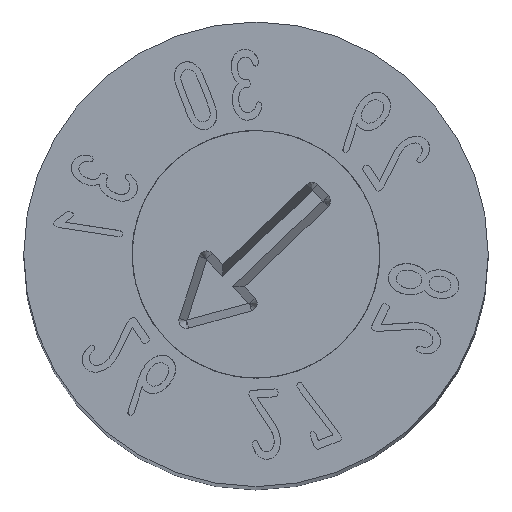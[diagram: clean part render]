
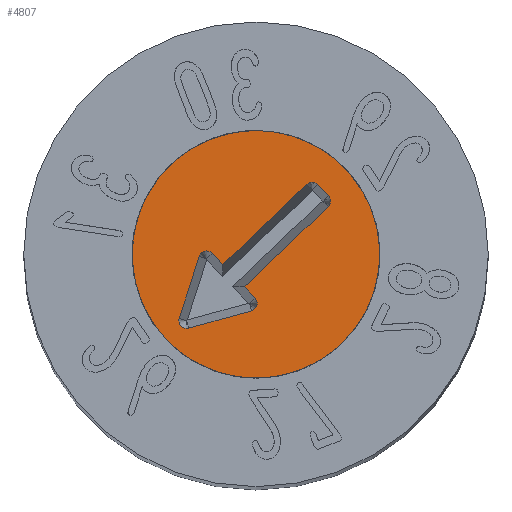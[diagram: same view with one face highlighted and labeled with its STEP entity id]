
A CAD part, top view. The second image highlights one B-rep face of the part: STEP entity #4807.
In plain terms, the highlighted planar face has unit normal (0, 0, 1).
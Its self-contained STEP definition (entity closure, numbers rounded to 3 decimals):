
#72=CIRCLE('',#4983,0.05);
#73=CIRCLE('',#4986,0.05);
#74=CIRCLE('',#4989,0.05);
#75=CIRCLE('',#4993,0.05);
#84=CIRCLE('',#5011,0.8);
#112=FACE_BOUND('',#1154,.T.);
#442=B_SPLINE_CURVE_WITH_KNOTS('',3,(#9208,#9209,#9210,#9211,#9212),
 .UNSPECIFIED.,.F.,.F.,(4,1,4),(1.571,2.244,3.142),
 .UNSPECIFIED.);
#867=FACE_OUTER_BOUND('',#1153,.T.);
#1153=EDGE_LOOP('',(#4438));
#1154=EDGE_LOOP('',(#4439,#4440,#4441,#4442,#4443,#4444,#4445,#4446,#4447,
#4448,#4449,#4450));
#1475=LINE('',#9221,#1823);
#1479=LINE('',#9229,#1827);
#1484=LINE('',#9241,#1832);
#1489=LINE('',#9253,#1837);
#1493=LINE('',#9263,#1841);
#1497=LINE('',#9271,#1845);
#1500=LINE('',#9278,#1848);
#1823=VECTOR('',#5533,10.);
#1827=VECTOR('',#5539,10.);
#1832=VECTOR('',#5550,10.);
#1837=VECTOR('',#5561,10.);
#1841=VECTOR('',#5571,10.);
#1845=VECTOR('',#5577,10.);
#1848=VECTOR('',#5586,10.);
#2292=VERTEX_POINT('',#9201);
#2294=VERTEX_POINT('',#9207);
#2295=VERTEX_POINT('',#9215);
#2298=VERTEX_POINT('',#9223);
#2301=VERTEX_POINT('',#9231);
#2302=VERTEX_POINT('',#9235);
#2305=VERTEX_POINT('',#9243);
#2306=VERTEX_POINT('',#9247);
#2309=VERTEX_POINT('',#9255);
#2310=VERTEX_POINT('',#9259);
#2312=VERTEX_POINT('',#9265);
#2315=VERTEX_POINT('',#9273);
#2323=VERTEX_POINT('',#9305);
#2986=EDGE_CURVE('',#2294,#2292,#442,.T.);
#2991=EDGE_CURVE('',#2295,#2294,#1475,.T.);
#2995=EDGE_CURVE('',#2298,#2295,#1479,.T.);
#2996=EDGE_CURVE('',#2301,#2298,#72,.T.);
#3001=EDGE_CURVE('',#2302,#2301,#1484,.T.);
#3002=EDGE_CURVE('',#2305,#2302,#73,.T.);
#3007=EDGE_CURVE('',#2306,#2305,#1489,.T.);
#3008=EDGE_CURVE('',#2309,#2306,#74,.T.);
#3012=EDGE_CURVE('',#2310,#2309,#1493,.T.);
#3016=EDGE_CURVE('',#2312,#2310,#1497,.T.);
#3017=EDGE_CURVE('',#2315,#2312,#75,.T.);
#3020=EDGE_CURVE('',#2292,#2315,#1500,.T.);
#3032=EDGE_CURVE('',#2323,#2323,#84,.T.);
#4438=ORIENTED_EDGE('',*,*,#3032,.F.);
#4439=ORIENTED_EDGE('',*,*,#2986,.T.);
#4440=ORIENTED_EDGE('',*,*,#3020,.T.);
#4441=ORIENTED_EDGE('',*,*,#3017,.T.);
#4442=ORIENTED_EDGE('',*,*,#3016,.T.);
#4443=ORIENTED_EDGE('',*,*,#3012,.T.);
#4444=ORIENTED_EDGE('',*,*,#3008,.T.);
#4445=ORIENTED_EDGE('',*,*,#3007,.T.);
#4446=ORIENTED_EDGE('',*,*,#3002,.T.);
#4447=ORIENTED_EDGE('',*,*,#3001,.T.);
#4448=ORIENTED_EDGE('',*,*,#2996,.T.);
#4449=ORIENTED_EDGE('',*,*,#2995,.T.);
#4450=ORIENTED_EDGE('',*,*,#2991,.T.);
#4545=PLANE('',#5012);
#4807=ADVANCED_FACE('',(#867,#112),#4545,.F.);
#4983=AXIS2_PLACEMENT_3D('',#9232,#5542,#5543);
#4986=AXIS2_PLACEMENT_3D('',#9244,#5553,#5554);
#4989=AXIS2_PLACEMENT_3D('',#9256,#5564,#5565);
#4993=AXIS2_PLACEMENT_3D('',#9274,#5580,#5581);
#5011=AXIS2_PLACEMENT_3D('',#9306,#5622,#5623);
#5012=AXIS2_PLACEMENT_3D('',#9308,#5625,#5626);
#5533=DIRECTION('',(0.,1.,0.));
#5539=DIRECTION('',(1.,0.,0.));
#5542=DIRECTION('center_axis',(0.,0.,-1.));
#5543=DIRECTION('ref_axis',(0.,-1.,0.));
#5550=DIRECTION('',(-0.476,0.88,0.));
#5553=DIRECTION('center_axis',(0.,0.,-1.));
#5554=DIRECTION('ref_axis',(0.88,0.476,0.));
#5561=DIRECTION('',(-0.476,-0.88,0.));
#5564=DIRECTION('center_axis',(0.,0.,-1.));
#5565=DIRECTION('ref_axis',(-0.88,0.476,0.));
#5571=DIRECTION('',(1.,0.,0.));
#5577=DIRECTION('',(0.,-1.,0.));
#5580=DIRECTION('center_axis',(0.,0.,-1.));
#5581=DIRECTION('ref_axis',(-1.,0.,0.));
#5586=DIRECTION('',(1.,0.,0.));
#5622=DIRECTION('center_axis',(0.,0.,-1.));
#5623=DIRECTION('ref_axis',(-1.,0.,0.));
#5625=DIRECTION('center_axis',(0.,0.,-1.));
#5626=DIRECTION('ref_axis',(-1.,0.,0.));
#9201=CARTESIAN_POINT('',(-0.05,0.6,2.));
#9207=CARTESIAN_POINT('',(-0.1,0.55,2.));
#9208=CARTESIAN_POINT('Ctrl Pts',(-0.1,0.55,2.));
#9209=CARTESIAN_POINT('Ctrl Pts',(-0.1,0.561,2.));
#9210=CARTESIAN_POINT('Ctrl Pts',(-0.091,0.587,
2.));
#9211=CARTESIAN_POINT('Ctrl Pts',(-0.065,0.6,2.));
#9212=CARTESIAN_POINT('Ctrl Pts',(-0.05,0.6,2.));
#9215=CARTESIAN_POINT('',(-0.1,-0.2,2.));
#9221=CARTESIAN_POINT('',(-0.1,0.275,2.));
#9223=CARTESIAN_POINT('',(-0.2,-0.2,2.));
#9229=CARTESIAN_POINT('',(-0.05,-0.2,2.));
#9231=CARTESIAN_POINT('',(-0.244,-0.274,2.));
#9232=CARTESIAN_POINT('Origin',(-0.2,-0.25,2.));
#9235=CARTESIAN_POINT('',(-0.044,-0.644,2.));
#9241=CARTESIAN_POINT('',(-0.274,-0.219,2.));
#9243=CARTESIAN_POINT('',(0.044,-0.644,2.));
#9244=CARTESIAN_POINT('Origin',(0.,-0.62,
2.));
#9247=CARTESIAN_POINT('',(0.244,-0.274,2.));
#9253=CARTESIAN_POINT('',(0.174,-0.404,2.));
#9255=CARTESIAN_POINT('',(0.2,-0.2,2.));
#9256=CARTESIAN_POINT('Origin',(0.2,-0.25,2.));
#9259=CARTESIAN_POINT('',(0.1,-0.2,2.));
#9263=CARTESIAN_POINT('',(0.1,-0.2,2.));
#9265=CARTESIAN_POINT('',(0.1,0.55,2.));
#9271=CARTESIAN_POINT('',(0.1,-0.1,2.));
#9273=CARTESIAN_POINT('',(0.05,0.6,2.));
#9274=CARTESIAN_POINT('Origin',(0.05,0.55,2.));
#9278=CARTESIAN_POINT('',(0.,0.6,2.));
#9305=CARTESIAN_POINT('',(0.8,0.,2.));
#9306=CARTESIAN_POINT('Origin',(0.,0.,2.));
#9308=CARTESIAN_POINT('Origin',(0.,0.,2.));
